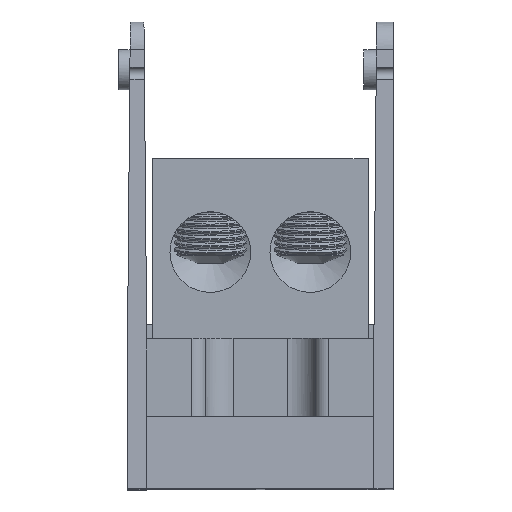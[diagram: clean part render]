
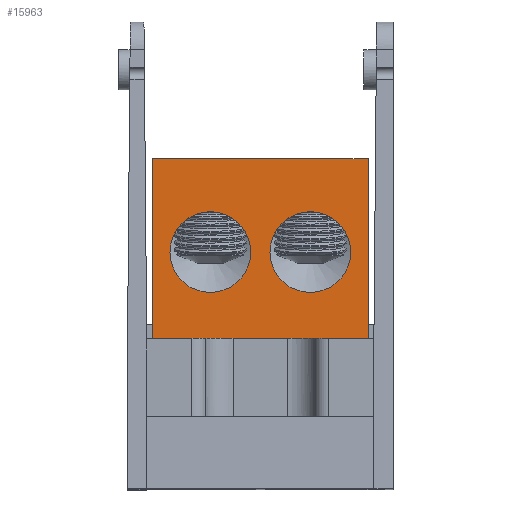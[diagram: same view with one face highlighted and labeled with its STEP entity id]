
A CAD part, top view. The second image highlights one B-rep face of the part: STEP entity #15963.
In plain terms, the highlighted planar face has unit normal (0, 0, -1).
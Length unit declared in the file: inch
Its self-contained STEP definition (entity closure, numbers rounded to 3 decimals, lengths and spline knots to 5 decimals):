
#190 = DIRECTION ( 'NONE',  ( 0., 0., -1. ) ) ;
#662 = DIRECTION ( 'NONE',  ( 1., 0., 0. ) ) ;
#673 = DIRECTION ( 'NONE',  ( 0., 0., 1. ) ) ;
#730 = CARTESIAN_POINT ( 'NONE',  ( 0.348, -0.025, 1.25 ) ) ;
#1277 = VECTOR ( 'NONE', #42814, 39.37008 ) ;
#1833 = VECTOR ( 'NONE', #22208, 39.37008 ) ;
#1960 = VECTOR ( 'NONE', #6249, 39.37008 ) ;
#3439 = LINE ( 'NONE', #41299, #29135 ) ;
#5345 = CARTESIAN_POINT ( 'NONE',  ( 0.629, -0.025, 1.25 ) ) ;
#5589 = EDGE_CURVE ( 'NONE', #24051, #24051, #43294, .T. ) ;
#5657 = LINE ( 'NONE', #14489, #1833 ) ;
#6249 = DIRECTION ( 'NONE',  ( 0., 1., 0. ) ) ;
#7418 = EDGE_CURVE ( 'NONE', #30634, #30634, #47404, .T. ) ;
#7484 = VERTEX_POINT ( 'NONE', #43385 ) ;
#8236 = ORIENTED_EDGE ( 'NONE', *, *, #5589, .T. ) ;
#10573 = ORIENTED_EDGE ( 'NONE', *, *, #23780, .F. ) ;
#10812 = CARTESIAN_POINT ( 'NONE',  ( -0.75, -0.625, 1.25 ) ) ;
#12157 = LINE ( 'NONE', #32979, #1960 ) ;
#13668 = AXIS2_PLACEMENT_3D ( 'NONE', #15103, #15065, #15055 ) ;
#14489 = CARTESIAN_POINT ( 'NONE',  ( 0.75, 0.625, 1.25 ) ) ;
#14943 = AXIS2_PLACEMENT_3D ( 'NONE', #23071, #190, #26876 ) ;
#15055 = DIRECTION ( 'NONE',  ( 1., 0., 0. ) ) ;
#15065 = DIRECTION ( 'NONE',  ( 0., 0., 1. ) ) ;
#15103 = CARTESIAN_POINT ( 'NONE',  ( -0.348, -0.025, 1.25 ) ) ;
#15963 = ADVANCED_FACE ( 'NONE', ( #42143, #27418, #43937 ), #45714, .T. ) ;
#16991 = ORIENTED_EDGE ( 'NONE', *, *, #21769, .F. ) ;
#18370 = DIRECTION ( 'NONE',  ( 1., 0., 0. ) ) ;
#19979 = ORIENTED_EDGE ( 'NONE', *, *, #20236, .T. ) ;
#20071 = VERTEX_POINT ( 'NONE', #26953 ) ;
#20236 = EDGE_CURVE ( 'NONE', #32957, #7484, #12157, .T. ) ;
#21769 = EDGE_CURVE ( 'NONE', #32957, #20071, #3439, .T. ) ;
#22208 = DIRECTION ( 'NONE',  ( -1., 0., 0. ) ) ;
#23071 = CARTESIAN_POINT ( 'NONE',  ( 0.75, 0.625, 1.25 ) ) ;
#23357 = EDGE_CURVE ( 'NONE', #45304, #7484, #5657, .T. ) ;
#23780 = EDGE_CURVE ( 'NONE', #20071, #45304, #39885, .T. ) ;
#24051 = VERTEX_POINT ( 'NONE', #28031 ) ;
#25164 = CARTESIAN_POINT ( 'NONE',  ( 0.75, 0.625, 1.25 ) ) ;
#25394 = ORIENTED_EDGE ( 'NONE', *, *, #7418, .T. ) ;
#26876 = DIRECTION ( 'NONE',  ( 0., 1., 0. ) ) ;
#26953 = CARTESIAN_POINT ( 'NONE',  ( 0.75, -0.625, 1.25 ) ) ;
#27418 = FACE_BOUND ( 'NONE', #29329, .T. ) ;
#28031 = CARTESIAN_POINT ( 'NONE',  ( -0.067, -0.025, 1.25 ) ) ;
#29135 = VECTOR ( 'NONE', #18370, 39.37008 ) ;
#29329 = EDGE_LOOP ( 'NONE', ( #25394 ) ) ;
#30634 = VERTEX_POINT ( 'NONE', #5345 ) ;
#32035 = AXIS2_PLACEMENT_3D ( 'NONE', #730, #673, #662 ) ;
#32140 = ORIENTED_EDGE ( 'NONE', *, *, #23357, .F. ) ;
#32957 = VERTEX_POINT ( 'NONE', #10812 ) ;
#32979 = CARTESIAN_POINT ( 'NONE',  ( -0.75, 0.625, 1.25 ) ) ;
#35202 = CARTESIAN_POINT ( 'NONE',  ( 0.75, 0., 1.25 ) ) ;
#39885 = LINE ( 'NONE', #35202, #1277 ) ;
#41299 = CARTESIAN_POINT ( 'NONE',  ( 0.75, -0.625, 1.25 ) ) ;
#42143 = FACE_OUTER_BOUND ( 'NONE', #48813, .T. ) ;
#42814 = DIRECTION ( 'NONE',  ( 0., 1., 0. ) ) ;
#43294 = CIRCLE ( 'NONE', #13668, 0.281 ) ;
#43385 = CARTESIAN_POINT ( 'NONE',  ( -0.75, 0.625, 1.25 ) ) ;
#43937 = FACE_BOUND ( 'NONE', #44166, .T. ) ;
#44166 = EDGE_LOOP ( 'NONE', ( #8236 ) ) ;
#45304 = VERTEX_POINT ( 'NONE', #25164 ) ;
#45714 = PLANE ( 'NONE',  #14943 ) ;
#47404 = CIRCLE ( 'NONE', #32035, 0.281 ) ;
#48813 = EDGE_LOOP ( 'NONE', ( #16991, #19979, #32140, #10573 ) ) ;
